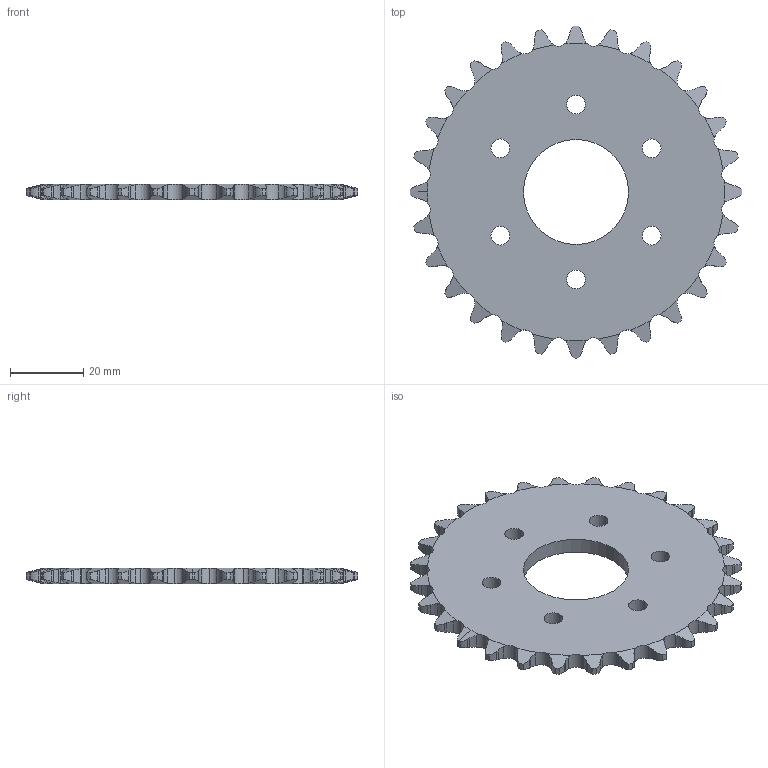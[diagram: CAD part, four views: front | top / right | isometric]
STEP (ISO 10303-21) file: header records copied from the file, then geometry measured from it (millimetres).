
FILE_DESCRIPTION (( 'STEP AP214' ), '1' );
FILE_NAME ('am-0219_Plate Sprocket.STEP', '2018-07-17T18:21:32', ( '' ), ( '' ), 'SwSTEP 2.0', 'SolidWorks 2018', '' );
FILE_SCHEMA (( 'AUTOMOTIVE_DESIGN' ));
Length unit declared in the file: inch
Products named in the file (1): am-0219_Plate Sprocket
Bounding box: 90.38 x 90.38 x 4.27 mm (x, y, z)
Volume: 20120.9 mm3; surface area: 11866.4 mm2
Topology: 1 solids, 1 shells, 313 faces, 932 edges, 621 vertices
Faces by surface type: cylinder 197, cone 58, plane 58
Entity records: 11463 total; most frequent: CARTESIAN_POINT 3699, ORIENTED_EDGE 1864, DIRECTION 1309, EDGE_CURVE 932, VERTEX_POINT 621, AXIS2_PLACEMENT_3D 527, B_SPLINE_CURVE_WITH_KNOTS 464, EDGE_LOOP 327
